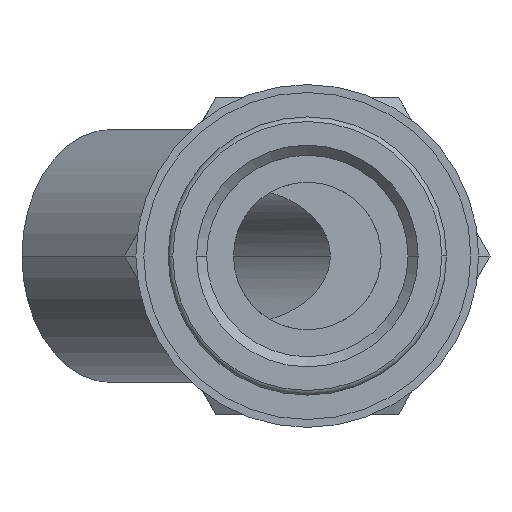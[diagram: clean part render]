
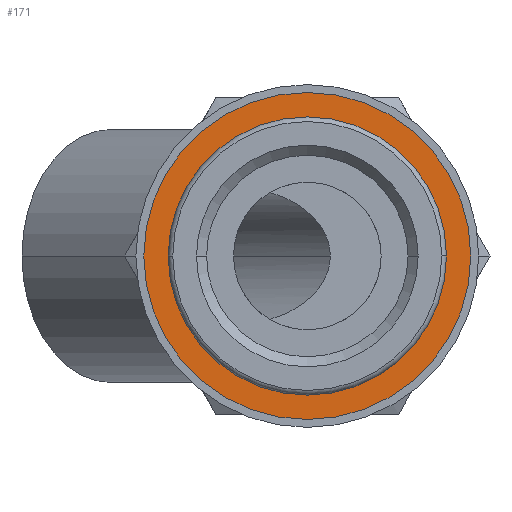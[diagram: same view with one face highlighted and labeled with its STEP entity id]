
A CAD part, front view. The second image highlights one B-rep face of the part: STEP entity #171.
In plain terms, the highlighted planar face has unit normal (0, -1, 0).
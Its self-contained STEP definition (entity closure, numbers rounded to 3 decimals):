
#171=ADVANCED_FACE('',(#372,#373),#374,.T.);
#372=FACE_BOUND('',#597,.T.);
#373=FACE_OUTER_BOUND('',#598,.T.);
#374=PLANE('',#599);
#597=EDGE_LOOP('',(#1020,#1021));
#598=EDGE_LOOP('',(#1022,#1023));
#599=AXIS2_PLACEMENT_3D('',#1024,#1025,#1026);
#1020=ORIENTED_EDGE('',*,*,#1418,.T.);
#1021=ORIENTED_EDGE('',*,*,#1419,.T.);
#1022=ORIENTED_EDGE('',*,*,#1319,.F.);
#1023=ORIENTED_EDGE('',*,*,#1420,.F.);
#1024=CARTESIAN_POINT('',(7.75,6.3,0.0));
#1025=DIRECTION('',(-0.0,-1.0,-0.0));
#1026=DIRECTION('',(-1.0,0.0,0.0));
#1319=EDGE_CURVE('',#1576,#1579,#1580,.T.);
#1418=EDGE_CURVE('',#1714,#1715,#1716,.T.);
#1419=EDGE_CURVE('',#1715,#1714,#1717,.T.);
#1420=EDGE_CURVE('',#1579,#1576,#1718,.T.);
#1576=VERTEX_POINT('',#2035);
#1579=VERTEX_POINT('',#2039);
#1580=CIRCLE('',#2040,15.5);
#1714=VERTEX_POINT('',#2359);
#1715=VERTEX_POINT('',#2360);
#1716=CIRCLE('',#2361,12.75);
#1717=CIRCLE('',#2362,12.75);
#1718=CIRCLE('',#2363,15.5);
#2035=CARTESIAN_POINT('',(15.5,6.3,0.0));
#2039=CARTESIAN_POINT('',(-15.5,6.3,0.));
#2040=AXIS2_PLACEMENT_3D('',#2561,#2562,#2563);
#2359=CARTESIAN_POINT('',(-12.75,6.3,0.));
#2360=CARTESIAN_POINT('',(12.75,6.3,0.));
#2361=AXIS2_PLACEMENT_3D('',#2697,#2698,#2699);
#2362=AXIS2_PLACEMENT_3D('',#2700,#2701,#2702);
#2363=AXIS2_PLACEMENT_3D('',#2703,#2704,#2705);
#2561=CARTESIAN_POINT('',(0.0,6.3,0.0));
#2562=DIRECTION('',(-0.0,1.0,0.0));
#2563=DIRECTION('',(1.0,0.0,0.0));
#2697=CARTESIAN_POINT('',(0.0,6.3,0.0));
#2698=DIRECTION('',(-0.0,1.0,0.0));
#2699=DIRECTION('',(1.0,0.0,0.0));
#2700=CARTESIAN_POINT('',(0.0,6.3,0.0));
#2701=DIRECTION('',(-0.0,1.0,0.0));
#2702=DIRECTION('',(1.0,0.0,0.0));
#2703=CARTESIAN_POINT('',(0.0,6.3,0.0));
#2704=DIRECTION('',(-0.0,1.0,0.0));
#2705=DIRECTION('',(1.0,0.0,0.0));
